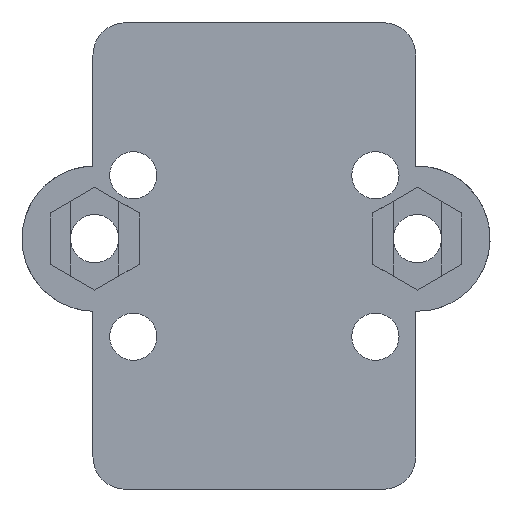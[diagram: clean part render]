
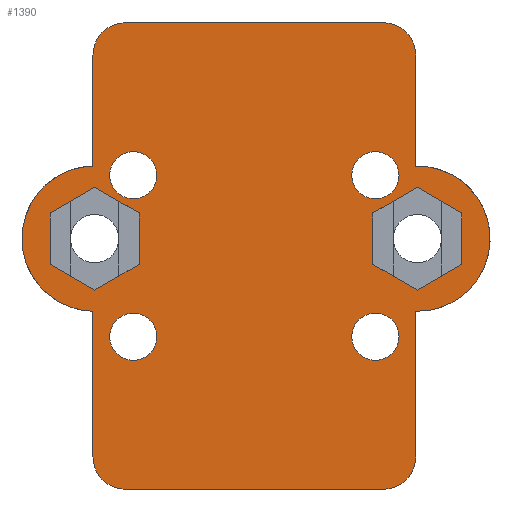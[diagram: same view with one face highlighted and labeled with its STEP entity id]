
A CAD part, front view. The second image highlights one B-rep face of the part: STEP entity #1390.
In plain terms, the highlighted planar face has unit normal (0, -1, 0).
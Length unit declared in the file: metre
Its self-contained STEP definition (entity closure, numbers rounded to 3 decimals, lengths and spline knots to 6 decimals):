
#66=CIRCLE('',#1480,0.002);
#67=CIRCLE('',#1481,0.0045);
#68=CIRCLE('',#1482,0.002);
#69=CIRCLE('',#1483,0.002);
#70=CIRCLE('',#1484,0.0045);
#71=CIRCLE('',#1485,0.002);
#72=CIRCLE('',#1486,0.001464);
#73=CIRCLE('',#1487,0.001464);
#74=CIRCLE('',#1488,0.001464);
#75=CIRCLE('',#1489,0.001464);
#132=ORIENTED_EDGE('',*,*,#552,.F.);
#133=ORIENTED_EDGE('',*,*,#553,.F.);
#134=ORIENTED_EDGE('',*,*,#554,.F.);
#135=ORIENTED_EDGE('',*,*,#555,.T.);
#136=ORIENTED_EDGE('',*,*,#556,.F.);
#137=ORIENTED_EDGE('',*,*,#557,.F.);
#138=ORIENTED_EDGE('',*,*,#558,.T.);
#139=ORIENTED_EDGE('',*,*,#559,.T.);
#140=ORIENTED_EDGE('',*,*,#560,.T.);
#141=ORIENTED_EDGE('',*,*,#561,.F.);
#142=ORIENTED_EDGE('',*,*,#562,.T.);
#143=ORIENTED_EDGE('',*,*,#563,.T.);
#144=ORIENTED_EDGE('',*,*,#564,.F.);
#145=ORIENTED_EDGE('',*,*,#565,.T.);
#146=ORIENTED_EDGE('',*,*,#566,.F.);
#147=ORIENTED_EDGE('',*,*,#567,.F.);
#148=ORIENTED_EDGE('',*,*,#568,.F.);
#149=ORIENTED_EDGE('',*,*,#569,.T.);
#150=ORIENTED_EDGE('',*,*,#570,.T.);
#151=ORIENTED_EDGE('',*,*,#571,.T.);
#152=ORIENTED_EDGE('',*,*,#572,.T.);
#153=ORIENTED_EDGE('',*,*,#573,.T.);
#154=ORIENTED_EDGE('',*,*,#574,.T.);
#155=ORIENTED_EDGE('',*,*,#575,.T.);
#156=ORIENTED_EDGE('',*,*,#576,.F.);
#157=ORIENTED_EDGE('',*,*,#577,.T.);
#158=ORIENTED_EDGE('',*,*,#578,.T.);
#159=ORIENTED_EDGE('',*,*,#579,.T.);
#552=EDGE_CURVE('',#762,#763,#904,.T.);
#553=EDGE_CURVE('',#764,#762,#905,.T.);
#554=EDGE_CURVE('',#765,#764,#906,.T.);
#555=EDGE_CURVE('',#765,#766,#907,.T.);
#556=EDGE_CURVE('',#767,#766,#908,.T.);
#557=EDGE_CURVE('',#763,#767,#909,.T.);
#558=EDGE_CURVE('',#768,#769,#910,.T.);
#559=EDGE_CURVE('',#769,#770,#66,.F.);
#560=EDGE_CURVE('',#770,#771,#911,.T.);
#561=EDGE_CURVE('',#772,#771,#67,.T.);
#562=EDGE_CURVE('',#772,#773,#912,.T.);
#563=EDGE_CURVE('',#773,#774,#68,.F.);
#564=EDGE_CURVE('',#775,#774,#913,.T.);
#565=EDGE_CURVE('',#775,#776,#69,.F.);
#566=EDGE_CURVE('',#777,#776,#914,.T.);
#567=EDGE_CURVE('',#778,#777,#70,.T.);
#568=EDGE_CURVE('',#779,#778,#915,.T.);
#569=EDGE_CURVE('',#779,#768,#71,.F.);
#570=EDGE_CURVE('',#780,#780,#72,.T.);
#571=EDGE_CURVE('',#781,#781,#73,.T.);
#572=EDGE_CURVE('',#782,#782,#74,.T.);
#573=EDGE_CURVE('',#783,#783,#75,.T.);
#574=EDGE_CURVE('',#784,#785,#916,.T.);
#575=EDGE_CURVE('',#785,#786,#917,.T.);
#576=EDGE_CURVE('',#787,#786,#918,.T.);
#577=EDGE_CURVE('',#787,#788,#919,.T.);
#578=EDGE_CURVE('',#788,#789,#920,.T.);
#579=EDGE_CURVE('',#789,#784,#921,.T.);
#762=VERTEX_POINT('',#2032);
#763=VERTEX_POINT('',#2033);
#764=VERTEX_POINT('',#2035);
#765=VERTEX_POINT('',#2037);
#766=VERTEX_POINT('',#2039);
#767=VERTEX_POINT('',#2041);
#768=VERTEX_POINT('',#2044);
#769=VERTEX_POINT('',#2045);
#770=VERTEX_POINT('',#2047);
#771=VERTEX_POINT('',#2049);
#772=VERTEX_POINT('',#2051);
#773=VERTEX_POINT('',#2053);
#774=VERTEX_POINT('',#2055);
#775=VERTEX_POINT('',#2057);
#776=VERTEX_POINT('',#2059);
#777=VERTEX_POINT('',#2061);
#778=VERTEX_POINT('',#2063);
#779=VERTEX_POINT('',#2065);
#780=VERTEX_POINT('',#2068);
#781=VERTEX_POINT('',#2070);
#782=VERTEX_POINT('',#2072);
#783=VERTEX_POINT('',#2074);
#784=VERTEX_POINT('',#2076);
#785=VERTEX_POINT('',#2077);
#786=VERTEX_POINT('',#2079);
#787=VERTEX_POINT('',#2081);
#788=VERTEX_POINT('',#2083);
#789=VERTEX_POINT('',#2085);
#904=LINE('',#2031,#1034);
#905=LINE('',#2034,#1035);
#906=LINE('',#2036,#1036);
#907=LINE('',#2038,#1037);
#908=LINE('',#2040,#1038);
#909=LINE('',#2042,#1039);
#910=LINE('',#2043,#1040);
#911=LINE('',#2048,#1041);
#912=LINE('',#2052,#1042);
#913=LINE('',#2056,#1043);
#914=LINE('',#2060,#1044);
#915=LINE('',#2064,#1045);
#916=LINE('',#2075,#1046);
#917=LINE('',#2078,#1047);
#918=LINE('',#2080,#1048);
#919=LINE('',#2082,#1049);
#920=LINE('',#2084,#1050);
#921=LINE('',#2086,#1051);
#1034=VECTOR('',#1627,1.);
#1035=VECTOR('',#1628,1.);
#1036=VECTOR('',#1629,1.);
#1037=VECTOR('',#1630,1.);
#1038=VECTOR('',#1631,1.);
#1039=VECTOR('',#1632,1.);
#1040=VECTOR('',#1633,1.);
#1041=VECTOR('',#1636,1.);
#1042=VECTOR('',#1639,1.);
#1043=VECTOR('',#1642,1.);
#1044=VECTOR('',#1645,1.);
#1045=VECTOR('',#1648,1.);
#1046=VECTOR('',#1659,1.);
#1047=VECTOR('',#1660,1.);
#1048=VECTOR('',#1661,1.);
#1049=VECTOR('',#1662,1.);
#1050=VECTOR('',#1663,1.);
#1051=VECTOR('',#1664,1.);
#1158=EDGE_LOOP('',(#132,#133,#134,#135,#136,#137));
#1159=EDGE_LOOP('',(#138,#139,#140,#141,#142,#143,#144,#145,#146,#147,#148,
#149));
#1160=EDGE_LOOP('',(#150));
#1161=EDGE_LOOP('',(#151));
#1162=EDGE_LOOP('',(#152));
#1163=EDGE_LOOP('',(#153));
#1164=EDGE_LOOP('',(#154,#155,#156,#157,#158,#159));
#1252=FACE_BOUND('',#1158,.T.);
#1253=FACE_BOUND('',#1159,.T.);
#1254=FACE_BOUND('',#1160,.T.);
#1255=FACE_BOUND('',#1161,.T.);
#1256=FACE_BOUND('',#1162,.T.);
#1257=FACE_BOUND('',#1163,.T.);
#1258=FACE_BOUND('',#1164,.T.);
#1346=PLANE('',#1479);
#1390=ADVANCED_FACE('',(#1252,#1253,#1254,#1255,#1256,#1257,#1258),#1346,
 .F.);
#1479=AXIS2_PLACEMENT_3D('',#2030,#1625,#1626);
#1480=AXIS2_PLACEMENT_3D('',#2046,#1634,#1635);
#1481=AXIS2_PLACEMENT_3D('',#2050,#1637,#1638);
#1482=AXIS2_PLACEMENT_3D('',#2054,#1640,#1641);
#1483=AXIS2_PLACEMENT_3D('',#2058,#1643,#1644);
#1484=AXIS2_PLACEMENT_3D('',#2062,#1646,#1647);
#1485=AXIS2_PLACEMENT_3D('',#2066,#1649,#1650);
#1486=AXIS2_PLACEMENT_3D('',#2067,#1651,#1652);
#1487=AXIS2_PLACEMENT_3D('',#2069,#1653,#1654);
#1488=AXIS2_PLACEMENT_3D('',#2071,#1655,#1656);
#1489=AXIS2_PLACEMENT_3D('',#2073,#1657,#1658);
#1625=DIRECTION('',(0.,1.,0.));
#1626=DIRECTION('',(-1.,0.,0.));
#1627=DIRECTION('',(0.,0.,-1.));
#1628=DIRECTION('',(-0.866,0.,-0.5));
#1629=DIRECTION('',(-0.866,0.,0.5));
#1630=DIRECTION('',(0.,0.,-1.));
#1631=DIRECTION('',(0.866,0.,0.5));
#1632=DIRECTION('',(0.866,0.,-0.5));
#1633=DIRECTION('',(-1.,0.,0.));
#1634=DIRECTION('',(0.,1.,0.));
#1635=DIRECTION('',(0.,0.,1.));
#1636=DIRECTION('',(0.,0.,-1.));
#1637=DIRECTION('',(0.,1.,0.));
#1638=DIRECTION('',(0.,0.,1.));
#1639=DIRECTION('',(0.,0.,-1.));
#1640=DIRECTION('',(0.,1.,0.));
#1641=DIRECTION('',(0.,0.,1.));
#1642=DIRECTION('',(-1.,0.,0.));
#1643=DIRECTION('',(0.,1.,0.));
#1644=DIRECTION('',(0.,0.,1.));
#1645=DIRECTION('',(0.,0.,-1.));
#1646=DIRECTION('',(0.,1.,0.));
#1647=DIRECTION('',(0.,0.,1.));
#1648=DIRECTION('',(0.,0.,-1.));
#1649=DIRECTION('',(0.,1.,0.));
#1650=DIRECTION('',(0.,0.,1.));
#1651=DIRECTION('',(0.,1.,0.));
#1652=DIRECTION('',(0.,0.,1.));
#1653=DIRECTION('',(0.,1.,0.));
#1654=DIRECTION('',(0.,0.,1.));
#1655=DIRECTION('',(0.,1.,0.));
#1656=DIRECTION('',(0.,0.,1.));
#1657=DIRECTION('',(0.,1.,0.));
#1658=DIRECTION('',(0.,0.,1.));
#1659=DIRECTION('',(0.866,0.,0.5));
#1660=DIRECTION('',(0.866,0.,-0.5));
#1661=DIRECTION('',(0.,0.,1.));
#1662=DIRECTION('',(-0.866,0.,-0.5));
#1663=DIRECTION('',(-0.866,0.,0.5));
#1664=DIRECTION('',(0.,0.,1.));
#2030=CARTESIAN_POINT('',(0.129099,0.039294,0.34045));
#2031=CARTESIAN_POINT('',(0.126241,0.039294,0.351723));
#2032=CARTESIAN_POINT('',(0.126241,0.039294,0.352567));
#2033=CARTESIAN_POINT('',(0.126241,0.039294,0.34938));
#2034=CARTESIAN_POINT('',(0.128271,0.039294,0.353738));
#2035=CARTESIAN_POINT('',(0.129001,0.039294,0.35416));
#2036=CARTESIAN_POINT('',(0.131031,0.039294,0.352988));
#2037=CARTESIAN_POINT('',(0.131761,0.039294,0.352567));
#2038=CARTESIAN_POINT('',(0.131761,0.039294,0.350223));
#2039=CARTESIAN_POINT('',(0.131761,0.039294,0.34938));
#2040=CARTESIAN_POINT('',(0.129731,0.039294,0.348208));
#2041=CARTESIAN_POINT('',(0.129001,0.039294,0.347786));
#2042=CARTESIAN_POINT('',(0.126971,0.039294,0.348958));
#2043=CARTESIAN_POINT('',(0.138899,0.039294,0.36435));
#2044=CARTESIAN_POINT('',(0.146899,0.039294,0.36435));
#2045=CARTESIAN_POINT('',(0.130899,0.039294,0.36435));
#2046=CARTESIAN_POINT('',(0.130899,0.039294,0.36235));
#2047=CARTESIAN_POINT('',(0.128899,0.039294,0.36235));
#2048=CARTESIAN_POINT('',(0.128899,0.039294,0.36185));
#2049=CARTESIAN_POINT('',(0.128899,0.039294,0.355472));
#2050=CARTESIAN_POINT('',(0.129001,0.039294,0.350973));
#2051=CARTESIAN_POINT('',(0.128899,0.039294,0.346474));
#2052=CARTESIAN_POINT('',(0.128899,0.039294,0.343462));
#2053=CARTESIAN_POINT('',(0.128899,0.039294,0.33745));
#2054=CARTESIAN_POINT('',(0.130899,0.039294,0.33745));
#2055=CARTESIAN_POINT('',(0.130899,0.039294,0.33545));
#2056=CARTESIAN_POINT('',(0.148699,0.039294,0.33545));
#2057=CARTESIAN_POINT('',(0.146899,0.039294,0.33545));
#2058=CARTESIAN_POINT('',(0.146899,0.039294,0.33745));
#2059=CARTESIAN_POINT('',(0.148899,0.039294,0.33745));
#2060=CARTESIAN_POINT('',(0.148899,0.039294,0.33795));
#2061=CARTESIAN_POINT('',(0.148899,0.039294,0.346474));
#2062=CARTESIAN_POINT('',(0.149001,0.039294,0.350973));
#2063=CARTESIAN_POINT('',(0.148899,0.039294,0.355472));
#2064=CARTESIAN_POINT('',(0.148899,0.039294,0.357411));
#2065=CARTESIAN_POINT('',(0.148899,0.039294,0.36235));
#2066=CARTESIAN_POINT('',(0.146899,0.039294,0.36235));
#2067=CARTESIAN_POINT('',(0.146399,0.039294,0.3549));
#2068=CARTESIAN_POINT('',(0.146399,0.039294,0.356364));
#2069=CARTESIAN_POINT('',(0.146399,0.039294,0.3449));
#2070=CARTESIAN_POINT('',(0.146399,0.039294,0.346364));
#2071=CARTESIAN_POINT('',(0.131399,0.039294,0.3449));
#2072=CARTESIAN_POINT('',(0.131399,0.039294,0.346364));
#2073=CARTESIAN_POINT('',(0.131399,0.039294,0.3549));
#2074=CARTESIAN_POINT('',(0.131399,0.039294,0.356364));
#2075=CARTESIAN_POINT('',(0.148271,0.039294,0.353738));
#2076=CARTESIAN_POINT('',(0.146241,0.039294,0.352567));
#2077=CARTESIAN_POINT('',(0.149001,0.039294,0.35416));
#2078=CARTESIAN_POINT('',(0.151031,0.039294,0.352988));
#2079=CARTESIAN_POINT('',(0.151761,0.039294,0.352567));
#2080=CARTESIAN_POINT('',(0.151761,0.039294,0.350223));
#2081=CARTESIAN_POINT('',(0.151761,0.039294,0.34938));
#2082=CARTESIAN_POINT('',(0.149731,0.039294,0.348208));
#2083=CARTESIAN_POINT('',(0.149001,0.039294,0.347786));
#2084=CARTESIAN_POINT('',(0.146971,0.039294,0.348958));
#2085=CARTESIAN_POINT('',(0.146241,0.039294,0.34938));
#2086=CARTESIAN_POINT('',(0.146241,0.039294,0.351723));
